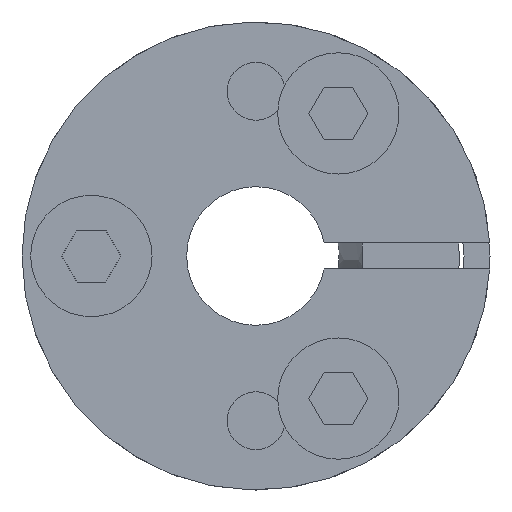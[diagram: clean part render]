
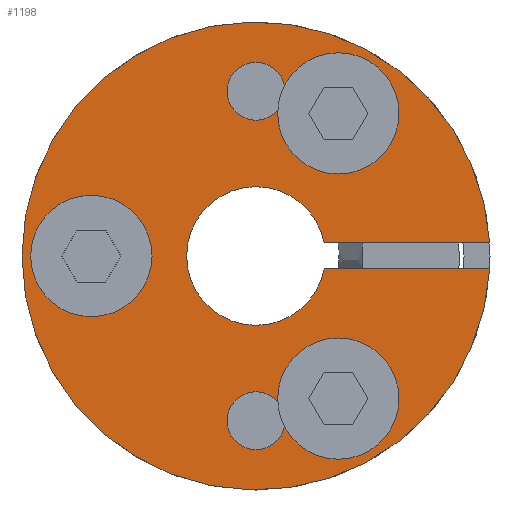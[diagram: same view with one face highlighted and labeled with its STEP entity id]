
A CAD part, left-side view. The second image highlights one B-rep face of the part: STEP entity #1198.
In plain terms, the highlighted face is planar.
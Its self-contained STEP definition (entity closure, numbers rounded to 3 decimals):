
#856=CARTESIAN_POINT('',(0.,0.,9.5));
#857=DIRECTION('',(-1.,0.,0.));
#858=DIRECTION('',(0.,-1.,0.));
#859=AXIS2_PLACEMENT_3D('',#856,#857,#858);
#861=CARTESIAN_POINT('',(0.,0.,9.5));
#862=DIRECTION('',(-1.,0.,0.));
#863=DIRECTION('',(0.,1.,0.));
#864=AXIS2_PLACEMENT_3D('',#861,#862,#863);
#866=CARTESIAN_POINT('',(0.,4.75,-8.227));
#867=DIRECTION('',(-1.,0.,0.));
#868=DIRECTION('',(0.,-1.,0.));
#869=AXIS2_PLACEMENT_3D('',#866,#867,#868);
#871=CARTESIAN_POINT('',(0.,4.75,-8.227));
#872=DIRECTION('',(-1.,0.,0.));
#873=DIRECTION('',(0.,1.,0.));
#874=AXIS2_PLACEMENT_3D('',#871,#872,#873);
#876=CARTESIAN_POINT('',(0.,4.75,8.227));
#877=DIRECTION('',(-1.,0.,0.));
#878=DIRECTION('',(0.,-1.,0.));
#879=AXIS2_PLACEMENT_3D('',#876,#877,#878);
#881=CARTESIAN_POINT('',(0.,4.75,8.227));
#882=DIRECTION('',(-1.,0.,0.));
#883=DIRECTION('',(0.,1.,0.));
#884=AXIS2_PLACEMENT_3D('',#881,#882,#883);
#886=CARTESIAN_POINT('',(0.,-9.5,0.));
#887=DIRECTION('',(-1.,0.,0.));
#888=DIRECTION('',(0.,-1.,0.));
#889=AXIS2_PLACEMENT_3D('',#886,#887,#888);
#891=CARTESIAN_POINT('',(0.,-9.5,0.));
#892=DIRECTION('',(-1.,0.,0.));
#893=DIRECTION('',(0.,1.,0.));
#894=AXIS2_PLACEMENT_3D('',#891,#892,#893);
#896=CARTESIAN_POINT('',(0.,0.,-9.5));
#897=DIRECTION('',(-1.,0.,0.));
#898=DIRECTION('',(0.,-1.,0.));
#899=AXIS2_PLACEMENT_3D('',#896,#897,#898);
#901=CARTESIAN_POINT('',(0.,0.,-9.5));
#902=DIRECTION('',(-1.,0.,0.));
#903=DIRECTION('',(0.,1.,0.));
#904=AXIS2_PLACEMENT_3D('',#901,#902,#903);
#906=DIRECTION('',(0.,-1.,0.));
#907=VECTOR('',#906,9.55);
#908=CARTESIAN_POINT('',(0.,13.479,0.75));
#909=LINE('',#908,#907);
#910=DIRECTION('',(0.,1.,0.));
#911=VECTOR('',#910,9.55);
#912=CARTESIAN_POINT('',(0.,3.929,-0.75));
#913=LINE('',#912,#911);
#984=CARTESIAN_POINT('',(0.,0.,0.));
#985=DIRECTION('',(1.,0.,0.));
#986=DIRECTION('',(0.,0.998,0.056));
#987=AXIS2_PLACEMENT_3D('',#984,#985,#986);
#999=CARTESIAN_POINT('',(0.,0.,0.));
#1000=DIRECTION('',(-1.,0.,0.));
#1001=DIRECTION('',(0.,0.982,-0.188));
#1002=AXIS2_PLACEMENT_3D('',#999,#1000,#1001);
#1008=CARTESIAN_POINT('',(0.,-11.75,0.));
#1009=CARTESIAN_POINT('',(0.,-7.25,0.));
#1010=VERTEX_POINT('',#1008);
#1011=VERTEX_POINT('',#1009);
#1016=CARTESIAN_POINT('',(0.,2.5,8.227));
#1017=CARTESIAN_POINT('',(0.,7.,8.227));
#1018=VERTEX_POINT('',#1016);
#1019=VERTEX_POINT('',#1017);
#1024=CARTESIAN_POINT('',(0.,2.5,-8.227));
#1025=CARTESIAN_POINT('',(0.,7.,-8.227));
#1026=VERTEX_POINT('',#1024);
#1027=VERTEX_POINT('',#1025);
#1032=CARTESIAN_POINT('',(0.,-1.667,-9.5));
#1033=CARTESIAN_POINT('',(0.,1.667,-9.5));
#1034=VERTEX_POINT('',#1032);
#1035=VERTEX_POINT('',#1033);
#1040=CARTESIAN_POINT('',(0.,-1.667,9.5));
#1041=CARTESIAN_POINT('',(0.,1.667,9.5));
#1042=VERTEX_POINT('',#1040);
#1043=VERTEX_POINT('',#1041);
#1052=CARTESIAN_POINT('',(0.,13.479,0.75));
#1053=VERTEX_POINT('',#1052);
#1054=CARTESIAN_POINT('',(0.,3.929,0.75));
#1055=VERTEX_POINT('',#1054);
#1056=CARTESIAN_POINT('',(0.,3.929,-0.75));
#1057=CARTESIAN_POINT('',(0.,13.479,-0.75));
#1058=VERTEX_POINT('',#1056);
#1059=VERTEX_POINT('',#1057);
#1155=CARTESIAN_POINT('',(0.,0.,0.));
#1156=DIRECTION('',(-1.,0.,0.));
#1157=DIRECTION('',(0.,1.,0.));
#1158=AXIS2_PLACEMENT_3D('',#1155,#1156,#1157);
#1159=PLANE('',#1158);
#1161=ORIENTED_EDGE('',*,*,#1160,.T.);
#1163=ORIENTED_EDGE('',*,*,#1162,.F.);
#1165=ORIENTED_EDGE('',*,*,#1164,.T.);
#1167=ORIENTED_EDGE('',*,*,#1166,.F.);
#1168=EDGE_LOOP('',(#1161,#1163,#1165,#1167));
#1169=FACE_OUTER_BOUND('',#1168,.F.);
#1170=ORIENTED_EDGE('',*,*,#1135,.F.);
#1171=ORIENTED_EDGE('',*,*,#1149,.F.);
#1172=EDGE_LOOP('',(#1170,#1171));
#1173=FACE_BOUND('',#1172,.F.);
#1175=ORIENTED_EDGE('',*,*,#1174,.F.);
#1177=ORIENTED_EDGE('',*,*,#1176,.F.);
#1178=EDGE_LOOP('',(#1175,#1177));
#1179=FACE_BOUND('',#1178,.F.);
#1181=ORIENTED_EDGE('',*,*,#1180,.F.);
#1183=ORIENTED_EDGE('',*,*,#1182,.F.);
#1184=EDGE_LOOP('',(#1181,#1183));
#1185=FACE_BOUND('',#1184,.F.);
#1187=ORIENTED_EDGE('',*,*,#1186,.F.);
#1189=ORIENTED_EDGE('',*,*,#1188,.F.);
#1190=EDGE_LOOP('',(#1187,#1189));
#1191=FACE_BOUND('',#1190,.F.);
#1193=ORIENTED_EDGE('',*,*,#1192,.F.);
#1195=ORIENTED_EDGE('',*,*,#1194,.F.);
#1196=EDGE_LOOP('',(#1193,#1195));
#1197=FACE_BOUND('',#1196,.F.);
#1198=ADVANCED_FACE('',(#1169,#1173,#1179,#1185,#1191,#1197),#1159,.F.);
#860=CIRCLE('',#859,1.667);
#865=CIRCLE('',#864,1.667);
#870=CIRCLE('',#869,2.25);
#875=CIRCLE('',#874,2.25);
#880=CIRCLE('',#879,2.25);
#885=CIRCLE('',#884,2.25);
#890=CIRCLE('',#889,2.25);
#895=CIRCLE('',#894,2.25);
#900=CIRCLE('',#899,1.667);
#905=CIRCLE('',#904,1.667);
#988=CIRCLE('',#987,13.5);
#1003=CIRCLE('',#1002,4.);
#1135=EDGE_CURVE('',#1042,#1043,#860,.T.);
#1149=EDGE_CURVE('',#1043,#1042,#865,.T.);
#1160=EDGE_CURVE('',#1053,#1055,#909,.T.);
#1162=EDGE_CURVE('',#1058,#1055,#1003,.T.);
#1164=EDGE_CURVE('',#1058,#1059,#913,.T.);
#1166=EDGE_CURVE('',#1053,#1059,#988,.T.);
#1174=EDGE_CURVE('',#1026,#1027,#870,.T.);
#1176=EDGE_CURVE('',#1027,#1026,#875,.T.);
#1180=EDGE_CURVE('',#1018,#1019,#880,.T.);
#1182=EDGE_CURVE('',#1019,#1018,#885,.T.);
#1186=EDGE_CURVE('',#1010,#1011,#890,.T.);
#1188=EDGE_CURVE('',#1011,#1010,#895,.T.);
#1192=EDGE_CURVE('',#1034,#1035,#900,.T.);
#1194=EDGE_CURVE('',#1035,#1034,#905,.T.);
